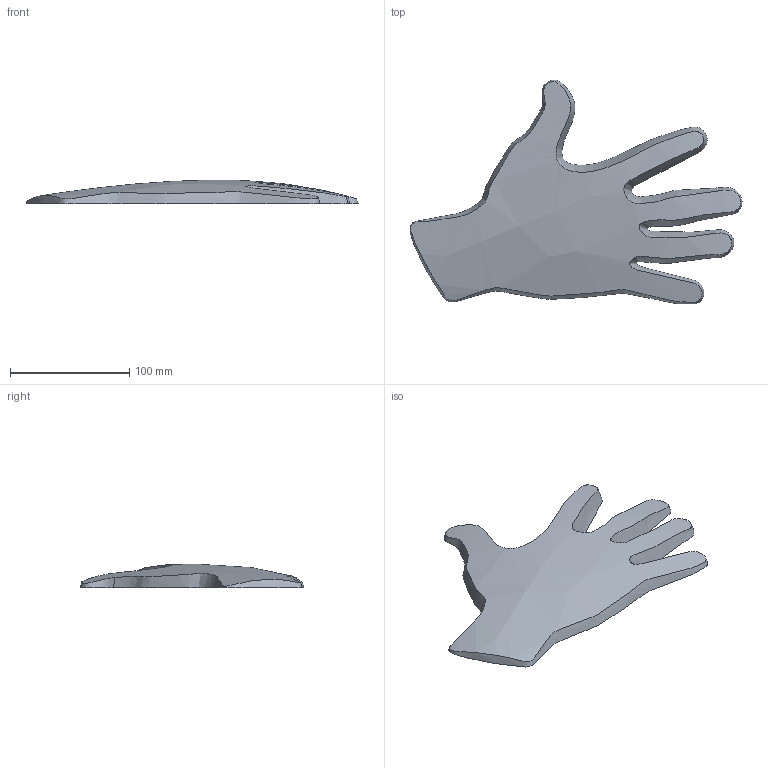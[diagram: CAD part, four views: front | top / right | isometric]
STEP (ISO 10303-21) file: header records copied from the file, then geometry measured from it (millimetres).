
FILE_DESCRIPTION(/* description */ (''),/* implementation_level */ '2;1');
FILE_NAME(/* name */ '201812~2',/* time_stamp */ '2018-12-26T21:43:29+01:00',/* author */ (''),/* organization */ (''),/* preprocessor_version */ 'ST-DEVELOPER v16.5',/* originating_system */ '',/* authorisation */ '');
FILE_SCHEMA (('AUTOMOTIVE_DESIGN'));
Length unit declared in the file: millimetre
Products named in the file (1): Document
Bounding box: 277.86 x 187.43 x 19.83 mm (x, y, z)
Volume: 163183.4 mm3; surface area: 72357.5 mm2
Topology: 1 solids, 1 shells, 13 faces, 27 edges, 18 vertices
Faces by surface type: bspline 11, plane 2
Entity records: 31384 total; most frequent: CARTESIAN_POINT 31180, ORIENTED_EDGE 54, EDGE_CURVE 27, B_SPLINE_CURVE_WITH_KNOTS 25, VERTEX_POINT 18, EDGE_LOOP 15, ADVANCED_FACE 13, FACE_OUTER_BOUND 13
